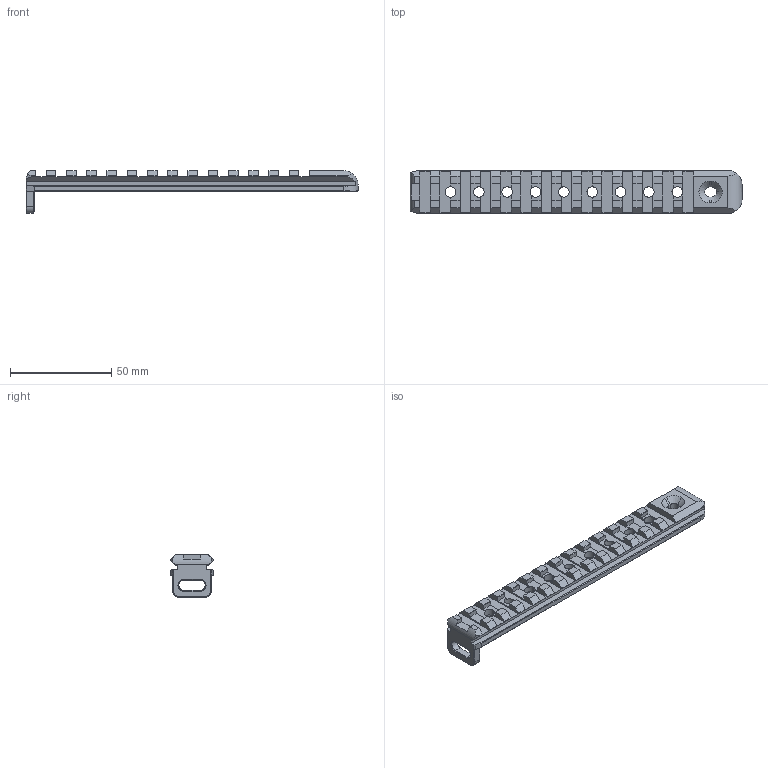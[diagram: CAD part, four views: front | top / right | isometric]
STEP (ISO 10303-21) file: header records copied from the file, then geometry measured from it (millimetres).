
FILE_DESCRIPTION (( 'STEP AP203' ), '1' );
FILE_NAME ('ðèñ.STEP', '2021-11-29T13:05:07', ( '' ), ( '' ), 'SwSTEP 2.0', 'SolidWorks 2017', '' );
FILE_SCHEMA (( 'CONFIG_CONTROL_DESIGN' ));
Length unit declared in the file: millimetre
Products named in the file (1): ðèñ
Bounding box: 164 x 21.2 x 21.05 mm (x, y, z)
Volume: 21675 mm3; surface area: 13795 mm2
Topology: 1 solids, 1 shells, 349 faces, 995 edges, 639 vertices
Faces by surface type: plane 249, cone 50, cylinder 48, bspline 2
Entity records: 11922 total; most frequent: CARTESIAN_POINT 2678, ORIENTED_EDGE 1990, DIRECTION 1819, EDGE_CURVE 995, LINE 819, VECTOR 819, VERTEX_POINT 639, AXIS2_PLACEMENT_3D 500
